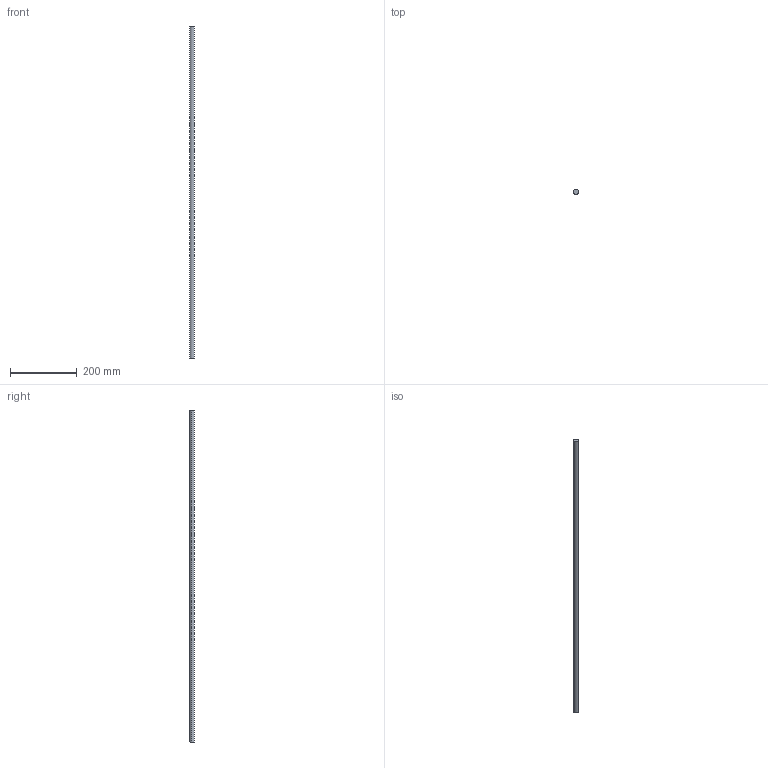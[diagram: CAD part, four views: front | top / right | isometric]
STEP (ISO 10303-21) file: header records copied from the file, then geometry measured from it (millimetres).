
FILE_DESCRIPTION(('STEP AP214'),'1');
FILE_NAME('141-610-100.stp','2017-10-10T13:08:48',('TraceParts'),('TraceParts S.A.'),'Spatial InterOp 3D',' ',' ');
FILE_SCHEMA(('automotive_design'));
Length unit declared in the file: millimetre
Products named in the file (1): 141-610-100
Bounding box: 15 x 15 x 998.54 mm (x, y, z)
Volume: 169460.3 mm3; surface area: 54271.7 mm2
Topology: 1 solids, 1 shells, 959 faces, 1920 edges, 1280 vertices
Faces by surface type: plane 957, cylinder 2
Entity records: 32017 total; most frequent: CARTESIAN_POINT 6068, ORIENTED_EDGE 3840, DIRECTION 3210, EDGE_CURVE 1920, VERTEX_POINT 1280, LINE 1278, VECTOR 1278, EDGE_LOOP 1276
